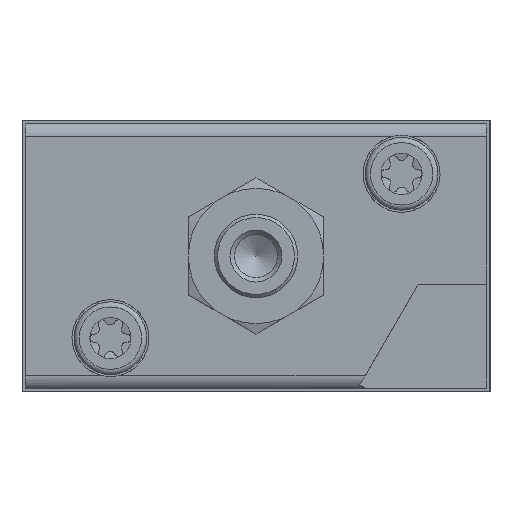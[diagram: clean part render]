
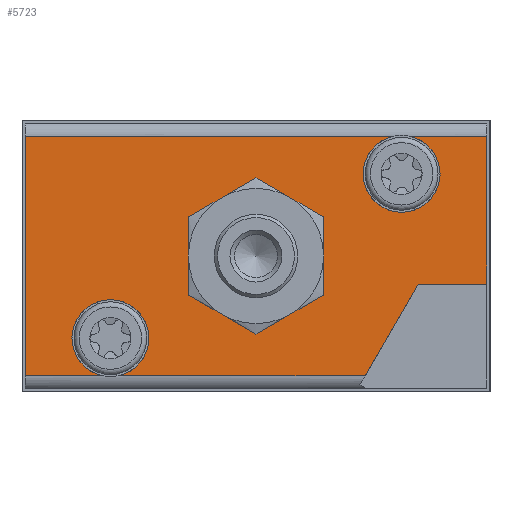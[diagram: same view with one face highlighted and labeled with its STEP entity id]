
A CAD part, left-side view. The second image highlights one B-rep face of the part: STEP entity #5723.
In plain terms, the highlighted planar face has unit normal (-1, 0, 0).
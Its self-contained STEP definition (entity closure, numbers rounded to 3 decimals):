
#32=PLANE('',#6158);
#200=LINE('',#9139,#570);
#202=LINE('',#9149,#572);
#203=LINE('',#9157,#573);
#205=LINE('',#9165,#575);
#219=LINE('',#9228,#589);
#220=LINE('',#9230,#590);
#221=LINE('',#9232,#591);
#222=LINE('',#9234,#592);
#570=VECTOR('',#6854,1000.);
#572=VECTOR('',#6862,1000.);
#573=VECTOR('',#6865,1000.);
#575=VECTOR('',#6871,1000.);
#589=VECTOR('',#6925,1000.);
#590=VECTOR('',#6926,1000.);
#591=VECTOR('',#6927,1000.);
#592=VECTOR('',#6930,1000.);
#1113=CIRCLE('',#6159,3.7);
#1114=CIRCLE('',#6160,3.7);
#1115=CIRCLE('',#6161,6.5);
#1116=CIRCLE('',#6162,6.5);
#1117=CIRCLE('',#6163,6.5);
#1118=CIRCLE('',#6164,6.5);
#1119=CIRCLE('',#6165,6.5);
#1120=CIRCLE('',#6166,6.5);
#1550=ORIENTED_EDGE('',*,*,#3246,.F.);
#1551=ORIENTED_EDGE('',*,*,#3212,.T.);
#1552=ORIENTED_EDGE('',*,*,#3247,.T.);
#1553=ORIENTED_EDGE('',*,*,#3248,.T.);
#1554=ORIENTED_EDGE('',*,*,#3249,.F.);
#1555=ORIENTED_EDGE('',*,*,#3214,.F.);
#1556=ORIENTED_EDGE('',*,*,#3250,.F.);
#1557=ORIENTED_EDGE('',*,*,#3218,.F.);
#1558=ORIENTED_EDGE('',*,*,#3251,.T.);
#1559=ORIENTED_EDGE('',*,*,#3207,.T.);
#1560=ORIENTED_EDGE('',*,*,#3252,.F.);
#1561=ORIENTED_EDGE('',*,*,#3253,.F.);
#1562=ORIENTED_EDGE('',*,*,#3254,.F.);
#1563=ORIENTED_EDGE('',*,*,#3255,.F.);
#1564=ORIENTED_EDGE('',*,*,#3256,.F.);
#1565=ORIENTED_EDGE('',*,*,#3257,.F.);
#3207=EDGE_CURVE('',#4033,#4031,#200,.T.);
#3212=EDGE_CURVE('',#4032,#4037,#202,.T.);
#3214=EDGE_CURVE('',#4038,#4040,#203,.T.);
#3218=EDGE_CURVE('',#4043,#4039,#205,.T.);
#3246=EDGE_CURVE('',#4032,#4031,#1113,.T.);
#3247=EDGE_CURVE('',#4037,#4069,#219,.T.);
#3248=EDGE_CURVE('',#4069,#4070,#220,.T.);
#3249=EDGE_CURVE('',#4040,#4070,#221,.T.);
#3250=EDGE_CURVE('',#4039,#4038,#1114,.T.);
#3251=EDGE_CURVE('',#4043,#4033,#222,.T.);
#3252=EDGE_CURVE('',#4071,#4072,#1115,.F.);
#3253=EDGE_CURVE('',#4073,#4071,#1116,.F.);
#3254=EDGE_CURVE('',#4074,#4073,#1117,.F.);
#3255=EDGE_CURVE('',#4075,#4074,#1118,.F.);
#3256=EDGE_CURVE('',#4076,#4075,#1119,.F.);
#3257=EDGE_CURVE('',#4072,#4076,#1120,.F.);
#4031=VERTEX_POINT('',#9137);
#4032=VERTEX_POINT('',#9138);
#4033=VERTEX_POINT('',#9140);
#4037=VERTEX_POINT('',#9148);
#4038=VERTEX_POINT('',#9155);
#4039=VERTEX_POINT('',#9156);
#4040=VERTEX_POINT('',#9158);
#4043=VERTEX_POINT('',#9164);
#4069=VERTEX_POINT('',#9229);
#4070=VERTEX_POINT('',#9231);
#4071=VERTEX_POINT('',#9236);
#4072=VERTEX_POINT('',#9237);
#4073=VERTEX_POINT('',#9239);
#4074=VERTEX_POINT('',#9241);
#4075=VERTEX_POINT('',#9243);
#4076=VERTEX_POINT('',#9245);
#4708=EDGE_LOOP('',(#1550,#1551,#1552,#1553,#1554,#1555,#1556,#1557,#1558,
#1559));
#4709=EDGE_LOOP('',(#1560,#1561,#1562,#1563,#1564,#1565));
#5180=FACE_BOUND('',#4708,.T.);
#5181=FACE_BOUND('',#4709,.T.);
#5723=ADVANCED_FACE('',(#5180,#5181),#32,.F.);
#6158=AXIS2_PLACEMENT_3D('',#9226,#6921,#6922);
#6159=AXIS2_PLACEMENT_3D('',#9227,#6923,#6924);
#6160=AXIS2_PLACEMENT_3D('',#9233,#6928,#6929);
#6161=AXIS2_PLACEMENT_3D('',#9235,#6931,#6932);
#6162=AXIS2_PLACEMENT_3D('',#9238,#6933,#6934);
#6163=AXIS2_PLACEMENT_3D('',#9240,#6935,#6936);
#6164=AXIS2_PLACEMENT_3D('',#9242,#6937,#6938);
#6165=AXIS2_PLACEMENT_3D('',#9244,#6939,#6940);
#6166=AXIS2_PLACEMENT_3D('',#9246,#6941,#6942);
#6854=DIRECTION('',(0.,-1.,0.));
#6862=DIRECTION('',(0.,-1.,0.));
#6865=DIRECTION('',(0.,-1.,0.));
#6871=DIRECTION('',(0.,-1.,0.));
#6921=DIRECTION('',(1.,0.,0.));
#6922=DIRECTION('',(0.,0.,-1.));
#6923=DIRECTION('',(-1.,0.,0.));
#6924=DIRECTION('',(0.,0.,1.));
#6925=DIRECTION('',(0.,-0.5,0.866));
#6926=DIRECTION('',(0.,-1.,0.));
#6927=DIRECTION('',(0.,0.,-1.));
#6928=DIRECTION('',(-1.,0.,0.));
#6929=DIRECTION('',(0.,0.,1.));
#6930=DIRECTION('',(0.,0.,-1.));
#6931=DIRECTION('',(1.,0.,0.));
#6932=DIRECTION('',(0.,0.,-1.));
#6933=DIRECTION('',(1.,0.,0.));
#6934=DIRECTION('',(0.,0.,-1.));
#6935=DIRECTION('',(1.,0.,0.));
#6936=DIRECTION('',(0.,0.,-1.));
#6937=DIRECTION('',(1.,0.,0.));
#6938=DIRECTION('',(0.,0.,-1.));
#6939=DIRECTION('',(1.,0.,0.));
#6940=DIRECTION('',(0.,0.,-1.));
#6941=DIRECTION('',(1.,0.,0.));
#6942=DIRECTION('',(0.,0.,-1.));
#9137=CARTESIAN_POINT('',(-58.25,37.354,-11.5));
#9138=CARTESIAN_POINT('',(-58.25,35.646,-11.5));
#9139=CARTESIAN_POINT('',(-58.25,45.,-11.5));
#9140=CARTESIAN_POINT('',(-58.25,44.7,-11.5));
#9148=CARTESIAN_POINT('',(-58.25,11.992,-11.5));
#9149=CARTESIAN_POINT('',(-58.25,45.,-11.5));
#9155=CARTESIAN_POINT('',(-58.25,7.646,11.5));
#9156=CARTESIAN_POINT('',(-58.25,9.354,11.5));
#9157=CARTESIAN_POINT('',(-58.25,45.,11.5));
#9158=CARTESIAN_POINT('',(-58.25,0.3,11.5));
#9164=CARTESIAN_POINT('',(-58.25,44.7,11.5));
#9165=CARTESIAN_POINT('',(-58.25,45.,11.5));
#9226=CARTESIAN_POINT('',(-58.25,44.7,13.));
#9227=CARTESIAN_POINT('',(-58.25,36.5,-7.9));
#9228=CARTESIAN_POINT('',(-58.25,12.512,-12.4));
#9229=CARTESIAN_POINT('',(-58.25,6.912,-2.701));
#9230=CARTESIAN_POINT('',(-58.25,6.912,-2.701));
#9231=CARTESIAN_POINT('',(-58.25,0.3,-2.701));
#9232=CARTESIAN_POINT('',(-58.25,0.3,13.));
#9233=CARTESIAN_POINT('',(-58.25,8.5,7.9));
#9234=CARTESIAN_POINT('',(-58.25,44.7,13.));
#9235=CARTESIAN_POINT('',(-58.25,22.5,0.));
#9236=CARTESIAN_POINT('',(-58.25,16.,0.));
#9237=CARTESIAN_POINT('',(-58.25,19.25,5.629));
#9238=CARTESIAN_POINT('',(-58.25,22.5,0.));
#9239=CARTESIAN_POINT('',(-58.25,19.25,-5.629));
#9240=CARTESIAN_POINT('',(-58.25,22.5,0.));
#9241=CARTESIAN_POINT('',(-58.25,25.75,-5.629));
#9242=CARTESIAN_POINT('',(-58.25,22.5,0.));
#9243=CARTESIAN_POINT('',(-58.25,29.,0.));
#9244=CARTESIAN_POINT('',(-58.25,22.5,0.));
#9245=CARTESIAN_POINT('',(-58.25,25.75,5.629));
#9246=CARTESIAN_POINT('',(-58.25,22.5,0.));
